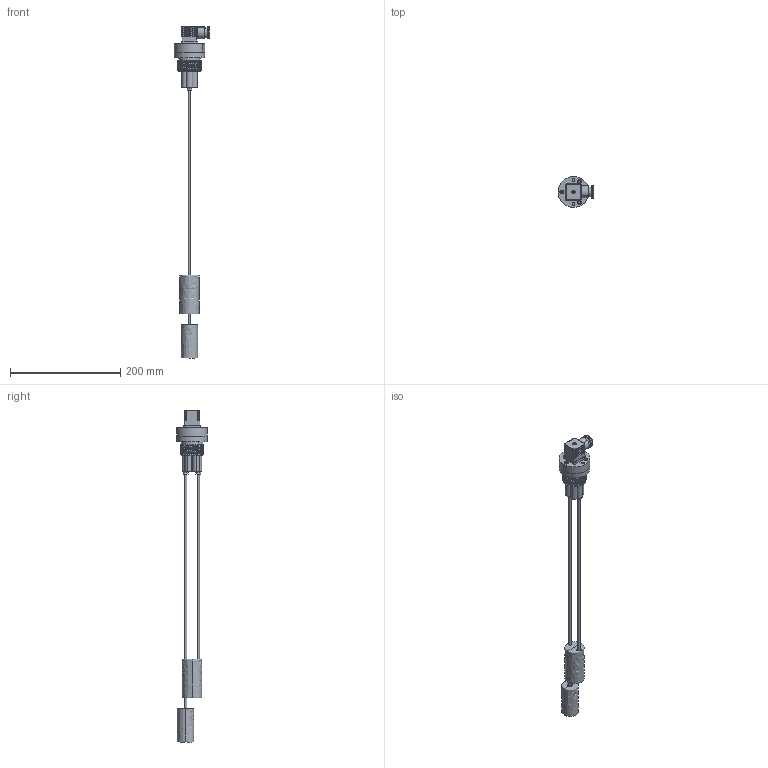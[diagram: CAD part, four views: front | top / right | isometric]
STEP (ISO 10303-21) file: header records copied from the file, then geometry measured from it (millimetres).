
FILE_DESCRIPTION(('STEP AP214'),'1');
FILE_NAME('RL_G2-1-1-4NPT.stp','2019-11-15T16:09:11',(' '),(' '),'Spatial InterOp 3D',' ',' ');
FILE_SCHEMA(('AUTOMOTIVE_DESIGN { 1 0 10303 214 1 1 1 1 }'));
Length unit declared in the file: metre
Products named in the file (1): Solido1
Bounding box: 64.91 x 55.87 x 602.27 mm (x, y, z)
Volume: 254669.5 mm3; surface area: 74125.3 mm2
Topology: 17 solids, 18 shells, 454 faces, 1196 edges, 796 vertices
Faces by surface type: cylinder 208, plane 119, bspline 80, cone 28, sphere 19
Entity records: 62999 total; most frequent: CARTESIAN_POINT 51815, ORIENTED_EDGE 2384, DIRECTION 2248, EDGE_CURVE 1192, AXIS2_PLACEMENT_3D 928, VERTEX_POINT 797, CIRCLE 537, EDGE_LOOP 505
